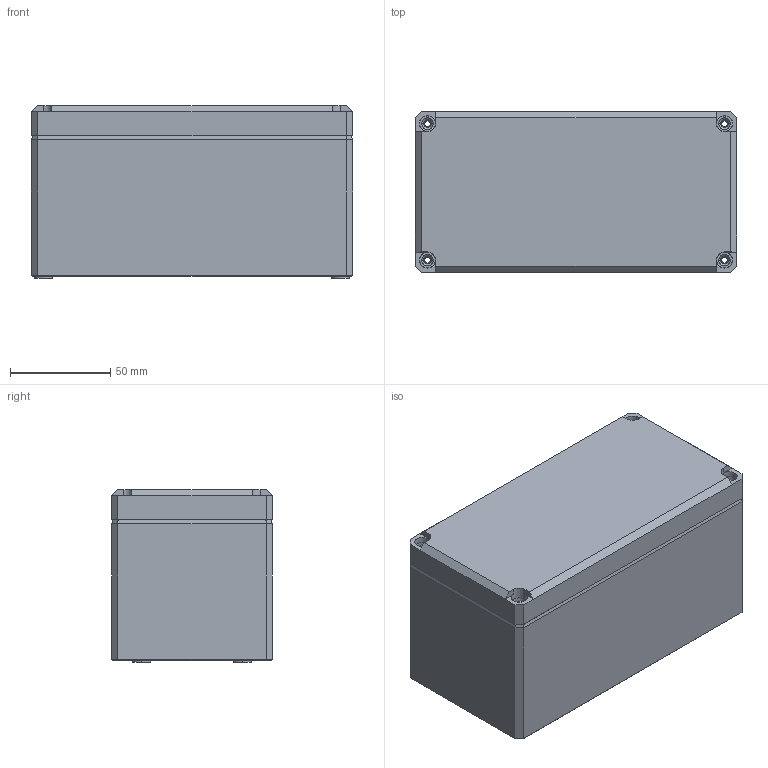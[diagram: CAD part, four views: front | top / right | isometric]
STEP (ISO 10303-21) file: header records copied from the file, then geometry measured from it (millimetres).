
FILE_DESCRIPTION((''),'2;1');
FILE_NAME('DPCP081609G_ASM','2008-12-18T',('pasi_koskela'),(''),'PRO/ENGINEER BY PARAMETRIC TECHNOLOGY CORPORATION, 2008250','PRO/ENGINEER BY PARAMETRIC TECHNOLOGY CORPORATION, 2008250','');
FILE_SCHEMA(('AUTOMOTIVE_DESIGN_CC2 { 1 2 10303 214 -1 1 5 2 }'));
Length unit declared in the file: millimetre
Products named in the file (3): DPCP081607B; DPCG081602L; DPCP081609G_ASM
Assembly tree (2 placements, depth 2):
  DPCP081609G_ASM
    DPCP081607B
    DPCG081602L
Bounding box: 160 x 80 x 86 mm (x, y, z)
Volume: 212118.4 mm3; surface area: 154577.6 mm2
Topology: 2 solids, 2 shells, 860 faces, 2177 edges, 1374 vertices
Faces by surface type: plane 340, cylinder 188, cone 152, bspline 100, torus 72, sphere 8
Entity records: 40031 total; most frequent: CARTESIAN_POINT 15722, ORIENTED_EDGE 4354, DIRECTION 3891, EDGE_CURVE 2177, AXIS2_PLACEMENT_3D 1401, VERTEX_POINT 1374, PRESENTATION_STYLE_ASSIGNMENT 1346, STYLED_ITEM 1346
